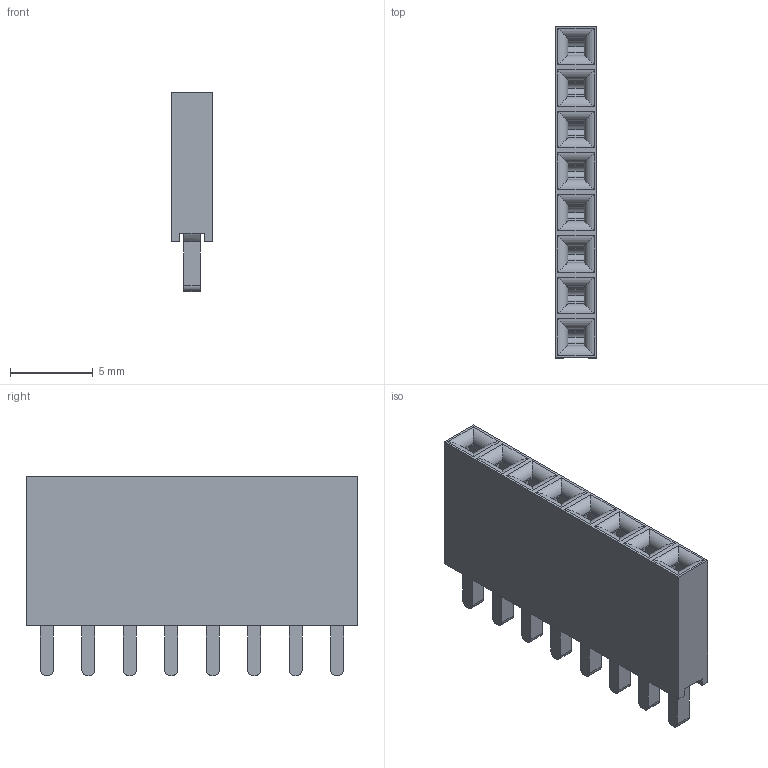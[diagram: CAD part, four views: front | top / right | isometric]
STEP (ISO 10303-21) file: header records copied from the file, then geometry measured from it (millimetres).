
FILE_DESCRIPTION(/* description */ ('','CAx-IF Rec.Pracs.---Representation and Presentation of Product Manufacturing Information (PMI)---4.0---2014-10-13'),/* implementation_level */ '2;1');
FILE_NAME(/* name */ 'Female 8 Pin Header.step',/* time_stamp */ '2025-01-05T14:28:46+05:30',/* author */ (''),/* organization */ (''),/* preprocessor_version */ 'ST-DEVELOPER v20',/* originating_system */ 'Autodesk Translation Framework v13.20.0.188',/* authorisation */ '');
FILE_SCHEMA (('AP242_MANAGED_MODEL_BASED_3D_ENGINEERING_MIM_LF { 1 0 10303 442 1 1 4 }'));
Length unit declared in the file: millimetre
Products named in the file (1): Female Pin Header
Bounding box: 2.5 x 20 x 12 mm (x, y, z)
Volume: 302.2 mm3; surface area: 1386.3 mm2
Topology: 9 solids, 9 shells, 242 faces, 640 edges, 416 vertices
Faces by surface type: plane 162, cylinder 64, bspline 16
Entity records: 7876 total; most frequent: CARTESIAN_POINT 1891, ORIENTED_EDGE 1280, DIRECTION 1158, EDGE_CURVE 640, LINE 512, VECTOR 512, VERTEX_POINT 416, AXIS2_PLACEMENT_3D 323
